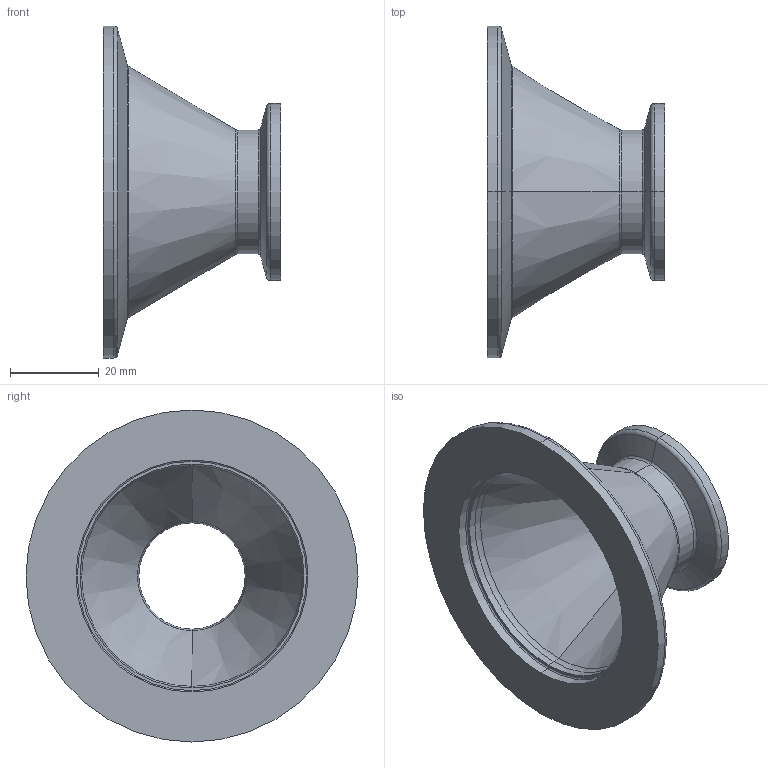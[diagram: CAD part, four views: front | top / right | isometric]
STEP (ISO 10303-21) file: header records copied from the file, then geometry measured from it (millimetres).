
FILE_DESCRIPTION(('FreeCAD Model'),'2;1');
FILE_NAME('KF50CR25.step','2023-12-07T11:43:17',('Author'),(''), 'Open CASCADE STEP processor 7.3','FreeCAD','Unknown');
FILE_SCHEMA(('AUTOMOTIVE_DESIGN { 1 0 10303 214 1 1 1 1 }'));
Length unit declared in the file: millimetre
Products named in the file (1): KF50CR25
Bounding box: 40 x 75 x 75 mm (x, y, z)
Volume: 22693.9 mm3; surface area: 15936.2 mm2
Topology: 1 solids, 1 shells, 44 faces, 88 edges, 48 vertices
Faces by surface type: torus 18, cylinder 14, cone 8, plane 4
Entity records: 2335 total; most frequent: DIRECTION 412, CARTESIAN_POINT 405, LINE 182, VECTOR 182, ORIENTED_EDGE 176, PCURVE 176, DEFINITIONAL_REPRESENTATION 176, AXIS2_PLACEMENT_3D 111
